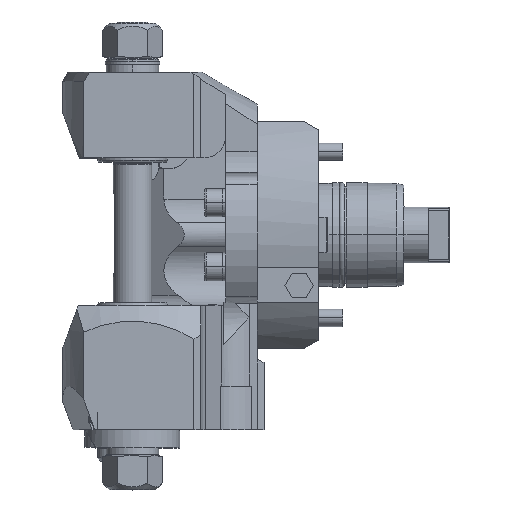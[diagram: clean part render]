
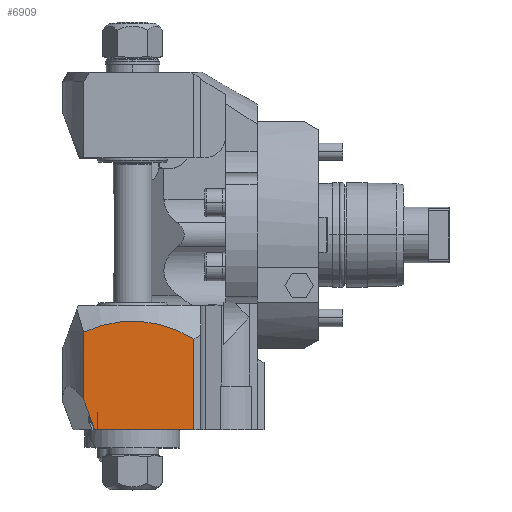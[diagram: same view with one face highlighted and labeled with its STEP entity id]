
A CAD part, top view. The second image highlights one B-rep face of the part: STEP entity #6909.
In plain terms, the highlighted planar face has unit normal (0, 0, 1).
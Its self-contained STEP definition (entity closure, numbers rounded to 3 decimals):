
#114=DIRECTION('',(0.,-1.,0.));
#115=VECTOR('',#114,38.165);
#116=CARTESIAN_POINT('',(-134.274,-55.84,109.));
#117=LINE('',#116,#115);
#143=DIRECTION('',(0.341,-0.94,0.));
#144=VECTOR('',#143,18.611);
#145=CARTESIAN_POINT('',(-134.274,-94.005,109.));
#146=LINE('',#145,#144);
#155=DIRECTION('',(0.,1.,0.));
#156=VECTOR('',#155,51.772);
#157=CARTESIAN_POINT('',(-71.274,-111.5,109.));
#158=LINE('',#157,#156);
#268=DIRECTION('',(-1.,0.,0.));
#269=VECTOR('',#268,56.652);
#270=CARTESIAN_POINT('',(-71.274,-111.5,109.));
#271=LINE('',#270,#269);
#1404=CARTESIAN_POINT('',(-71.274,-59.728,109.));
#1411=CARTESIAN_POINT('',(-106.274,-114.5,109.));
#1412=DIRECTION('',(0.,0.,1.));
#1413=DIRECTION('',(0.538,0.843,0.));
#1414=AXIS2_PLACEMENT_3D('',#1411,#1412,#1413);
#5749=VERTEX_POINT('',#1404);
#5814=CARTESIAN_POINT('',(-134.274,-55.84,109.));
#5815=VERTEX_POINT('',#5814);
#6045=CARTESIAN_POINT('',(-71.274,-111.5,109.));
#6046=VERTEX_POINT('',#6045);
#6059=CARTESIAN_POINT('',(-127.926,-111.5,109.));
#6061=VERTEX_POINT('',#6059);
#6063=CARTESIAN_POINT('',(-134.274,-94.005,109.));
#6064=VERTEX_POINT('',#6063);
#6893=CARTESIAN_POINT('',(-67.274,-87.,109.));
#6894=DIRECTION('',(0.,0.,1.));
#6895=DIRECTION('',(-1.,0.,0.));
#6896=AXIS2_PLACEMENT_3D('',#6893,#6894,#6895);
#6897=PLANE('',#6896);
#6899=ORIENTED_EDGE('',*,*,#6898,.F.);
#6901=ORIENTED_EDGE('',*,*,#6900,.T.);
#6903=ORIENTED_EDGE('',*,*,#6902,.F.);
#6904=ORIENTED_EDGE('',*,*,#6879,.F.);
#6906=ORIENTED_EDGE('',*,*,#6905,.F.);
#6907=EDGE_LOOP('',(#6899,#6901,#6903,#6904,#6906));
#6908=FACE_OUTER_BOUND('',#6907,.F.);
#6909=ADVANCED_FACE('',(#6908),#6897,.T.);
#1415=CIRCLE('',#1414,65.);
#6879=EDGE_CURVE('',#5815,#6064,#117,.T.);
#6898=EDGE_CURVE('',#6046,#5749,#158,.T.);
#6900=EDGE_CURVE('',#6046,#6061,#271,.T.);
#6902=EDGE_CURVE('',#6064,#6061,#146,.T.);
#6905=EDGE_CURVE('',#5749,#5815,#1415,.T.);
